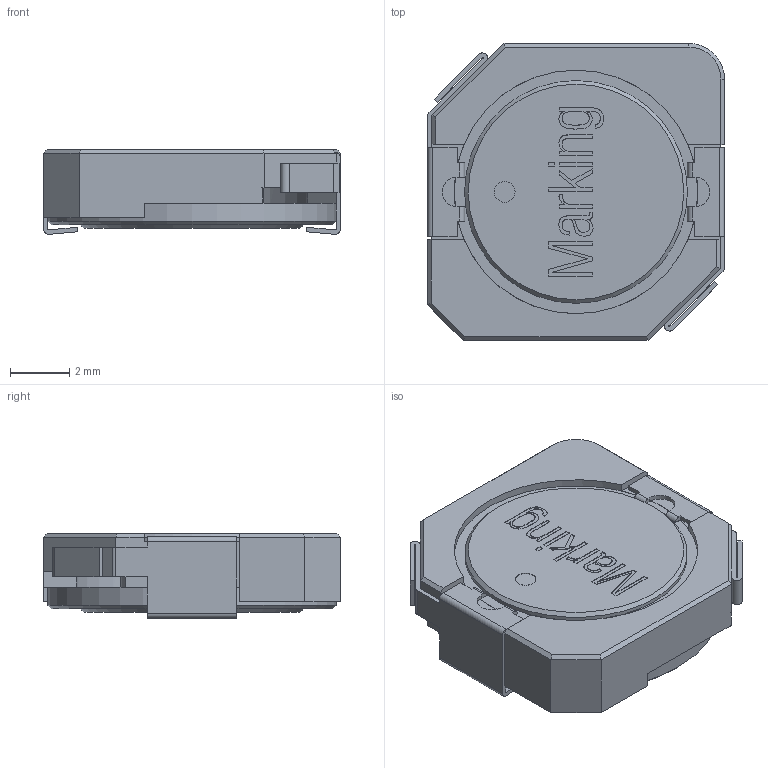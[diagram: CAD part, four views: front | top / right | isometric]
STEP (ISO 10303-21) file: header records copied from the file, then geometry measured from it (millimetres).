
FILE_DESCRIPTION(/* description */ ('Unknown'),/* implementation_level */ '2;1');
FILE_NAME(/* name */ 'L_Wurth_WE-PD_1030P',/* time_stamp */ '2022-04-18T15:02:15+08:00',/* author */ ('Unknown'),/* organization */ ('Unknown'),/* preprocessor_version */ 'ST-DEVELOPER v16.7',/* originating_system */ 'Solid Edge',/* authorisation */ 'Unknown');
FILE_SCHEMA (('AUTOMOTIVE_DESIGN {1 0 10303 214 3 1 1}'));
Length unit declared in the file: millimetre
Products named in the file (2): L_Wurth_WE-PD_1030P
Assembly tree (1 placements, depth 2):
  L_Wurth_WE-PD_1030P
    L_Wurth_WE-PD_1030P
Bounding box: 10 x 10 x 2.85 mm (x, y, z)
Volume: 191.6 mm3; surface area: 582 mm2
Topology: 5 solids, 5 shells, 262 faces, 697 edges, 461 vertices
Faces by surface type: plane 196, cylinder 50, bspline 12, cone 4
Full cylindrical faces by diameter (mm): 0.7 x1, 4.8 x1, 7.5 x2, 8.2 x2, 9.7 x1
Entity records: 9150 total; most frequent: CARTESIAN_POINT 1912, ORIENTED_EDGE 1370, DIRECTION 1276, EDGE_CURVE 685, LINE 550, VECTOR 550, VERTEX_POINT 460, AXIS2_PLACEMENT_3D 363
